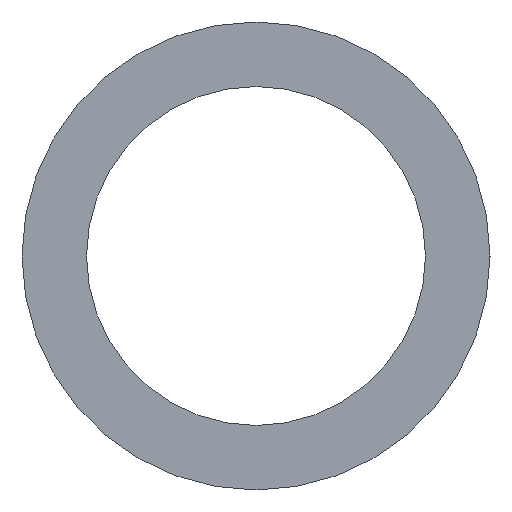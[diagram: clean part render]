
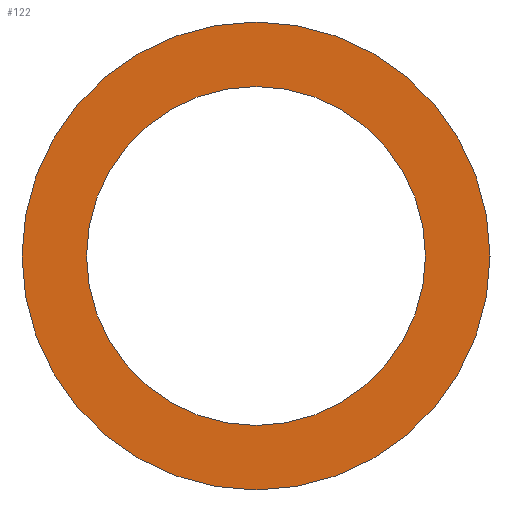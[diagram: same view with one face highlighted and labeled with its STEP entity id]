
A CAD part, left-side view. The second image highlights one B-rep face of the part: STEP entity #122.
In plain terms, the highlighted planar face has unit normal (-1, 0, 0).
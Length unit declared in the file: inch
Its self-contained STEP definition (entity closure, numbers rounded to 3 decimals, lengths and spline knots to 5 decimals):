
#2 = FACE_OUTER_BOUND ( 'NONE', #67, .T. ) ;
#4 = AXIS2_PLACEMENT_3D ( 'NONE', #43, #23, #34 ) ;
#7 = EDGE_CURVE ( 'NONE', #101, #101, #117, .T. ) ;
#13 = AXIS2_PLACEMENT_3D ( 'NONE', #115, #52, #91 ) ;
#23 = DIRECTION ( 'NONE',  ( 1., 0., 0. ) ) ;
#25 = ORIENTED_EDGE ( 'NONE', *, *, #7, .T. ) ;
#34 = DIRECTION ( 'NONE',  ( 0., 0., -1. ) ) ;
#37 = DIRECTION ( 'NONE',  ( -1., 0., 0. ) ) ;
#43 = CARTESIAN_POINT ( 'NONE',  ( 0., 0.0145, 0. ) ) ;
#52 = DIRECTION ( 'NONE',  ( -1., 0., 0. ) ) ;
#55 = VERTEX_POINT ( 'NONE', #56 ) ;
#56 = CARTESIAN_POINT ( 'NONE',  ( 0., 0., 0.0105 ) ) ;
#57 = EDGE_CURVE ( 'NONE', #55, #55, #139, .T. ) ;
#58 = CARTESIAN_POINT ( 'NONE',  ( 0., 0., 0. ) ) ;
#67 = EDGE_LOOP ( 'NONE', ( #25 ) ) ;
#76 = EDGE_LOOP ( 'NONE', ( #102 ) ) ;
#82 = PLANE ( 'NONE',  #4 ) ;
#88 = DIRECTION ( 'NONE',  ( 0., 0., 1. ) ) ;
#91 = DIRECTION ( 'NONE',  ( 0., 0., 1. ) ) ;
#99 = AXIS2_PLACEMENT_3D ( 'NONE', #58, #37, #88 ) ;
#101 = VERTEX_POINT ( 'NONE', #142 ) ;
#102 = ORIENTED_EDGE ( 'NONE', *, *, #57, .F. ) ;
#111 = FACE_BOUND ( 'NONE', #76, .T. ) ;
#115 = CARTESIAN_POINT ( 'NONE',  ( 0., 0., 0. ) ) ;
#117 = CIRCLE ( 'NONE', #13, 0.0145 ) ;
#122 = ADVANCED_FACE ( 'NONE', ( #111, #2 ), #82, .F. ) ;
#139 = CIRCLE ( 'NONE', #99, 0.0105 ) ;
#142 = CARTESIAN_POINT ( 'NONE',  ( 0., 0., 0.0145 ) ) ;
